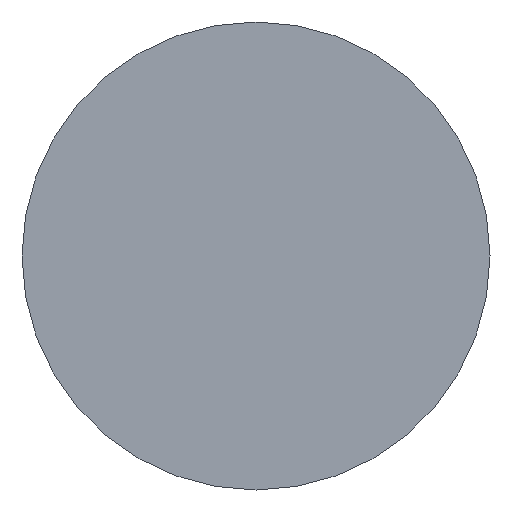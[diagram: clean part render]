
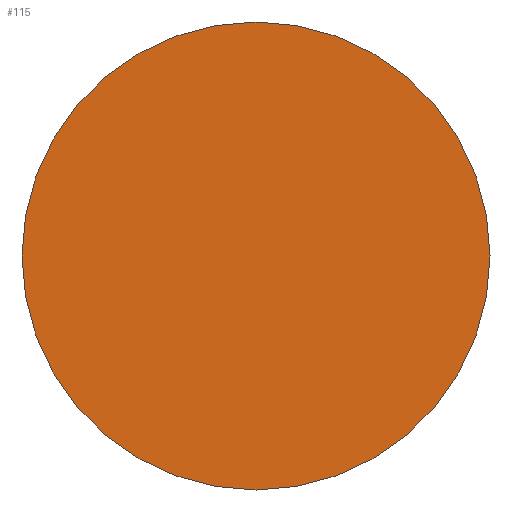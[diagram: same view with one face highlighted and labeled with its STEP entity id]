
A CAD part, left-side view. The second image highlights one B-rep face of the part: STEP entity #115.
In plain terms, the highlighted planar face has unit normal (-1, 0, 0).
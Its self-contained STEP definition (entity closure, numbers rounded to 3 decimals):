
#26=FACE_OUTER_BOUND('',#33,.T.);
#33=EDGE_LOOP('',(#81,#82));
#42=CIRCLE('',#137,7.);
#43=CIRCLE('',#138,7.);
#54=VERTEX_POINT('',#200);
#55=VERTEX_POINT('',#201);
#66=EDGE_CURVE('',#54,#55,#42,.T.);
#67=EDGE_CURVE('',#55,#54,#43,.T.);
#81=ORIENTED_EDGE('',*,*,#66,.F.);
#82=ORIENTED_EDGE('',*,*,#67,.F.);
#111=PLANE('',#136);
#115=ADVANCED_FACE('',(#26),#111,.T.);
#136=AXIS2_PLACEMENT_3D('',#199,#157,#158);
#137=AXIS2_PLACEMENT_3D('',#202,#159,#160);
#138=AXIS2_PLACEMENT_3D('',#203,#161,#162);
#157=DIRECTION('center_axis',(-1.,0.,0.));
#158=DIRECTION('ref_axis',(0.,0.,1.));
#159=DIRECTION('center_axis',(1.,0.,0.));
#160=DIRECTION('ref_axis',(0.,0.,-1.));
#161=DIRECTION('center_axis',(1.,0.,0.));
#162=DIRECTION('ref_axis',(0.,0.,-1.));
#199=CARTESIAN_POINT('Origin',(-32.,0.,-7.));
#200=CARTESIAN_POINT('',(-32.,0.,-7.));
#201=CARTESIAN_POINT('',(-32.,0.,7.));
#202=CARTESIAN_POINT('Origin',(-32.,0.,0.));
#203=CARTESIAN_POINT('Origin',(-32.,0.,0.));
